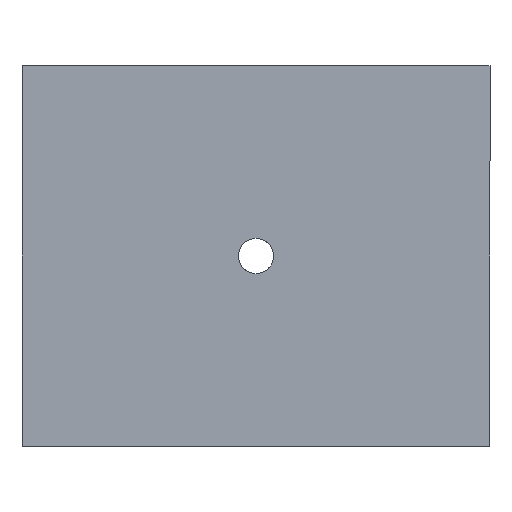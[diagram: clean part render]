
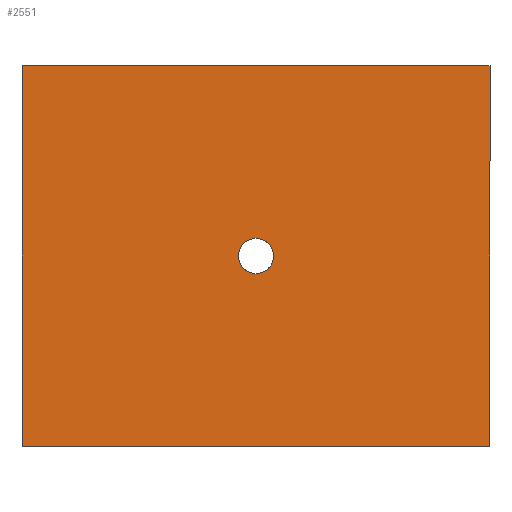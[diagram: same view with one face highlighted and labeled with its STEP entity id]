
A CAD part, front view. The second image highlights one B-rep face of the part: STEP entity #2551.
In plain terms, the highlighted planar face has unit normal (0, -1, 0).
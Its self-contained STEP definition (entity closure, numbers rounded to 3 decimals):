
#139 = ORIENTED_EDGE ( 'NONE', *, *, #692, .T. ) ;
#145 = VERTEX_POINT ( 'NONE', #839 ) ;
#285 = FACE_BOUND ( 'NONE', #3220, .T. ) ;
#393 = DIRECTION ( 'NONE',  ( 0., 0., 1. ) ) ;
#426 = AXIS2_PLACEMENT_3D ( 'NONE', #3507, #3484, #393 ) ;
#692 = EDGE_CURVE ( 'NONE', #145, #1501, #3185, .T. ) ;
#780 = VERTEX_POINT ( 'NONE', #2662 ) ;
#839 = CARTESIAN_POINT ( 'NONE',  ( 0., -25., -3. ) ) ;
#850 = CARTESIAN_POINT ( 'NONE',  ( -40., -25., 0. ) ) ;
#938 = VECTOR ( 'NONE', #1551, 1000. ) ;
#1052 = DIRECTION ( 'NONE',  ( 0., 0., 1. ) ) ;
#1096 = CARTESIAN_POINT ( 'NONE',  ( 0., -25., -32.5 ) ) ;
#1099 = ORIENTED_EDGE ( 'NONE', *, *, #1747, .T. ) ;
#1256 = CARTESIAN_POINT ( 'NONE',  ( 0., -25., 32.5 ) ) ;
#1371 = CARTESIAN_POINT ( 'NONE',  ( 40., -25., -32.5 ) ) ;
#1412 = CARTESIAN_POINT ( 'NONE',  ( -40., -25., -32.5 ) ) ;
#1455 = LINE ( 'NONE', #1096, #2462 ) ;
#1501 = VERTEX_POINT ( 'NONE', #3735 ) ;
#1551 = DIRECTION ( 'NONE',  ( 0., 0., 1. ) ) ;
#1670 = DIRECTION ( 'NONE',  ( 0., 1., 0. ) ) ;
#1732 = CARTESIAN_POINT ( 'NONE',  ( 40., -25., 0. ) ) ;
#1747 = EDGE_CURVE ( 'NONE', #1501, #145, #1804, .T. ) ;
#1803 = EDGE_CURVE ( 'NONE', #2718, #2955, #1455, .T. ) ;
#1804 = CIRCLE ( 'NONE', #426, 3. ) ;
#1840 = DIRECTION ( 'NONE',  ( 1., 0., 0. ) ) ;
#1864 = ORIENTED_EDGE ( 'NONE', *, *, #3989, .F. ) ;
#1876 = EDGE_LOOP ( 'NONE', ( #3926, #3398, #1864, #4316 ) ) ;
#2028 = AXIS2_PLACEMENT_3D ( 'NONE', #2701, #2037, #3060 ) ;
#2037 = DIRECTION ( 'NONE',  ( 0., 1., 0. ) ) ;
#2084 = EDGE_CURVE ( 'NONE', #780, #2920, #2596, .T. ) ;
#2424 = FACE_OUTER_BOUND ( 'NONE', #1876, .T. ) ;
#2462 = VECTOR ( 'NONE', #1840, 1000. ) ;
#2551 = ADVANCED_FACE ( 'NONE', ( #285, #2424 ), #3802, .F. ) ;
#2596 = LINE ( 'NONE', #1256, #4381 ) ;
#2662 = CARTESIAN_POINT ( 'NONE',  ( -40., -25., 32.5 ) ) ;
#2701 = CARTESIAN_POINT ( 'NONE',  ( 0., -25., 0. ) ) ;
#2718 = VERTEX_POINT ( 'NONE', #1412 ) ;
#2749 = VECTOR ( 'NONE', #4157, 1000. ) ;
#2920 = VERTEX_POINT ( 'NONE', #4161 ) ;
#2955 = VERTEX_POINT ( 'NONE', #1371 ) ;
#3060 = DIRECTION ( 'NONE',  ( 0., 0., 1. ) ) ;
#3185 = CIRCLE ( 'NONE', #2028, 3. ) ;
#3220 = EDGE_LOOP ( 'NONE', ( #1099, #139 ) ) ;
#3398 = ORIENTED_EDGE ( 'NONE', *, *, #2084, .F. ) ;
#3447 = AXIS2_PLACEMENT_3D ( 'NONE', #4411, #1670, #1052 ) ;
#3484 = DIRECTION ( 'NONE',  ( 0., 1., 0. ) ) ;
#3507 = CARTESIAN_POINT ( 'NONE',  ( 0., -25., 0. ) ) ;
#3735 = CARTESIAN_POINT ( 'NONE',  ( 0., -25., 3. ) ) ;
#3802 = PLANE ( 'NONE',  #3447 ) ;
#3926 = ORIENTED_EDGE ( 'NONE', *, *, #4265, .T. ) ;
#3932 = LINE ( 'NONE', #850, #938 ) ;
#3989 = EDGE_CURVE ( 'NONE', #2718, #780, #3932, .T. ) ;
#4001 = DIRECTION ( 'NONE',  ( 1., 0., 0. ) ) ;
#4157 = DIRECTION ( 'NONE',  ( 0., 0., 1. ) ) ;
#4161 = CARTESIAN_POINT ( 'NONE',  ( 40., -25., 32.5 ) ) ;
#4182 = LINE ( 'NONE', #1732, #2749 ) ;
#4265 = EDGE_CURVE ( 'NONE', #2955, #2920, #4182, .T. ) ;
#4316 = ORIENTED_EDGE ( 'NONE', *, *, #1803, .T. ) ;
#4381 = VECTOR ( 'NONE', #4001, 1000. ) ;
#4411 = CARTESIAN_POINT ( 'NONE',  ( 0., -25., 0. ) ) ;
